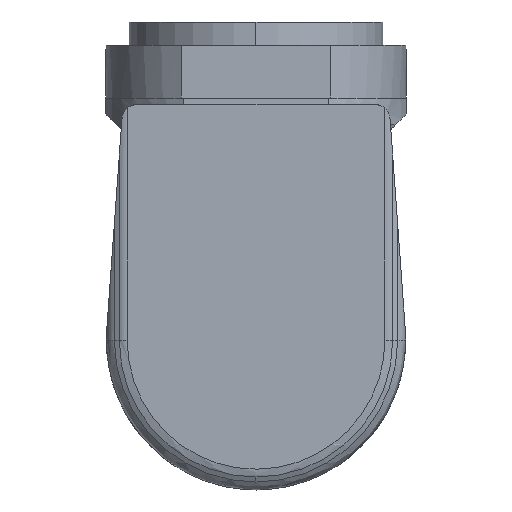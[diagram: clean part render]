
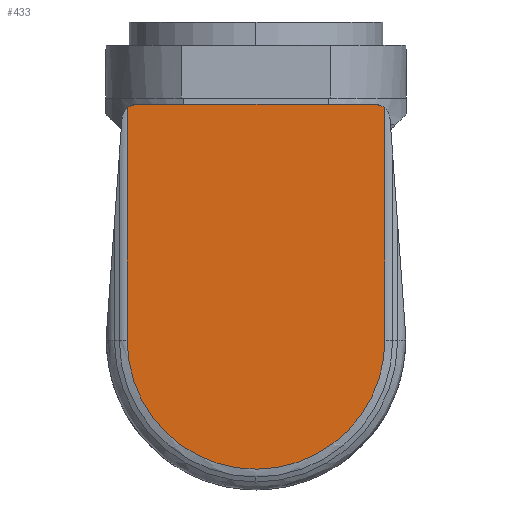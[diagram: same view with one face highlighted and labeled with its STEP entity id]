
A CAD part, left-side view. The second image highlights one B-rep face of the part: STEP entity #433.
In plain terms, the highlighted planar face has unit normal (-1, 0, 0).
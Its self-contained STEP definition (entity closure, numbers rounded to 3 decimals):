
#35 = DIRECTION ( 'NONE',  ( 0., 0., 1. ) ) ;
#37 = EDGE_CURVE ( 'NONE', #1236, #2019, #2914, .T. ) ;
#44 = FACE_OUTER_BOUND ( 'NONE', #3156, .T. ) ;
#53 = CIRCLE ( 'NONE', #1514, 9.999 ) ;
#117 = B_SPLINE_CURVE_WITH_KNOTS ( 'NONE', 3,
 ( #160, #1005, #1317, #1894, #2485, #374, #124, #1534, #3341, #2698, #704, #3042, #2406, #432, #3580, #2116, #1596, #1060, #1964, #1408, #1120, #1100, #2783, #202, #3709, #3677, #3097, #2571, #3746, #774, #254, #1385, #1354, #2518 ),
 .UNSPECIFIED., .F., .F.,
 ( 4, 2, 2, 2, 2, 2, 2, 2, 2, 2, 2, 2, 2, 2, 2, 2, 4 ),
 ( 0., 0.063, 0.125, 0.188, 0.25, 0.313, 0.375, 0.438, 0.5, 0.563, 0.625, 0.688, 0.75, 0.813, 0.875, 0.938, 1. ),
 .UNSPECIFIED. ) ;
#124 = CARTESIAN_POINT ( 'NONE',  ( -145., 70.603, -40.752 ) ) ;
#158 = VERTEX_POINT ( 'NONE', #885 ) ;
#160 = CARTESIAN_POINT ( 'NONE',  ( -145., 81.345, 0. ) ) ;
#202 = CARTESIAN_POINT ( 'NONE',  ( -145., -49.634, -64.669 ) ) ;
#235 = VERTEX_POINT ( 'NONE', #1467 ) ;
#239 = CIRCLE ( 'NONE', #2054, 10. ) ;
#254 = CARTESIAN_POINT ( 'NONE',  ( -145., -78.74, -21.108 ) ) ;
#300 = CARTESIAN_POINT ( 'NONE',  ( -145., 74.695, 149. ) ) ;
#343 = ORIENTED_EDGE ( 'NONE', *, *, #1499, .T. ) ;
#357 = CIRCLE ( 'NONE', #2491, 10. ) ;
#374 = CARTESIAN_POINT ( 'NONE',  ( -145., 73.109, -36.064 ) ) ;
#390 = ORIENTED_EDGE ( 'NONE', *, *, #566, .T. ) ;
#392 = EDGE_CURVE ( 'NONE', #2019, #2109, #2951, .T. ) ;
#432 = CARTESIAN_POINT ( 'NONE',  ( -145., 26.195, -77.197 ) ) ;
#433 = ADVANCED_FACE ( 'NONE', ( #44 ), #1264, .T. ) ;
#447 = DIRECTION ( 'NONE',  ( -1., 0., 0. ) ) ;
#494 = DIRECTION ( 'NONE',  ( -1., 0., 0. ) ) ;
#511 = VERTEX_POINT ( 'NONE', #1893 ) ;
#566 = EDGE_CURVE ( 'NONE', #511, #2500, #239, .T. ) ;
#633 = CARTESIAN_POINT ( 'NONE',  ( -145., 81.345, 33.828 ) ) ;
#653 = DIRECTION ( 'NONE',  ( 0., 0., 1. ) ) ;
#674 = CARTESIAN_POINT ( 'NONE',  ( -145., 74.347, 148.994 ) ) ;
#690 = ORIENTED_EDGE ( 'NONE', *, *, #2634, .T. ) ;
#693 = CARTESIAN_POINT ( 'NONE',  ( -145., 74., 139. ) ) ;
#704 = CARTESIAN_POINT ( 'NONE',  ( -145., 49.634, -64.669 ) ) ;
#774 = CARTESIAN_POINT ( 'NONE',  ( -145., -77.197, -26.195 ) ) ;
#798 = VERTEX_POINT ( 'NONE', #1648 ) ;
#804 = DIRECTION ( 'NONE',  ( 0., 0., 1. ) ) ;
#807 = DIRECTION ( 'NONE',  ( -1., 0., 0. ) ) ;
#824 = DIRECTION ( 'NONE',  ( 0., -1., 0. ) ) ;
#826 = AXIS2_PLACEMENT_3D ( 'NONE', #2310, #1158, #35 ) ;
#885 = CARTESIAN_POINT ( 'NONE',  ( -145., -81.345, 146.469 ) ) ;
#977 = DIRECTION ( 'NONE',  ( 0., 0., -1. ) ) ;
#986 = EDGE_CURVE ( 'NONE', #1189, #1329, #357, .T. ) ;
#1005 = CARTESIAN_POINT ( 'NONE',  ( -145., 81.345, -5.341 ) ) ;
#1036 = DIRECTION ( 'NONE',  ( 0., 0., -1. ) ) ;
#1060 = CARTESIAN_POINT ( 'NONE',  ( -145., -5.341, -81.345 ) ) ;
#1100 = CARTESIAN_POINT ( 'NONE',  ( -145., -36.064, -73.109 ) ) ;
#1115 = ORIENTED_EDGE ( 'NONE', *, *, #37, .T. ) ;
#1120 = CARTESIAN_POINT ( 'NONE',  ( -145., -26.195, -77.197 ) ) ;
#1158 = DIRECTION ( 'NONE',  ( -1., 0., 0. ) ) ;
#1173 = CARTESIAN_POINT ( 'NONE',  ( -145., 0., 149. ) ) ;
#1186 = CARTESIAN_POINT ( 'NONE',  ( -145., 81.345, 146.468 ) ) ;
#1189 = VERTEX_POINT ( 'NONE', #1751 ) ;
#1236 = VERTEX_POINT ( 'NONE', #300 ) ;
#1264 = PLANE ( 'NONE',  #3223 ) ;
#1280 = ORIENTED_EDGE ( 'NONE', *, *, #986, .T. ) ;
#1317 = CARTESIAN_POINT ( 'NONE',  ( -145., 80.824, -10.631 ) ) ;
#1323 = AXIS2_PLACEMENT_3D ( 'NONE', #1955, #494, #3725 ) ;
#1329 = VERTEX_POINT ( 'NONE', #674 ) ;
#1354 = CARTESIAN_POINT ( 'NONE',  ( -145., -81.345, -5.342 ) ) ;
#1385 = CARTESIAN_POINT ( 'NONE',  ( -145., -80.824, -10.631 ) ) ;
#1408 = CARTESIAN_POINT ( 'NONE',  ( -145., -21.108, -78.74 ) ) ;
#1456 = AXIS2_PLACEMENT_3D ( 'NONE', #1911, #2283, #804 ) ;
#1467 = CARTESIAN_POINT ( 'NONE',  ( -145., -81.345, 0. ) ) ;
#1499 = EDGE_CURVE ( 'NONE', #158, #798, #53, .T. ) ;
#1514 = AXIS2_PLACEMENT_3D ( 'NONE', #1969, #807, #3399 ) ;
#1520 = VECTOR ( 'NONE', #824, 1000. ) ;
#1527 = ORIENTED_EDGE ( 'NONE', *, *, #392, .T. ) ;
#1534 = CARTESIAN_POINT ( 'NONE',  ( -145., 64.669, -49.634 ) ) ;
#1596 = CARTESIAN_POINT ( 'NONE',  ( -145., 5.341, -81.345 ) ) ;
#1648 = CARTESIAN_POINT ( 'NONE',  ( -145., -74.696, 149. ) ) ;
#1709 = CIRCLE ( 'NONE', #1456, 9.999 ) ;
#1751 = CARTESIAN_POINT ( 'NONE',  ( -145., 74., 149. ) ) ;
#1758 = LINE ( 'NONE', #1173, #1520 ) ;
#1835 = EDGE_CURVE ( 'NONE', #2109, #235, #117, .T. ) ;
#1854 = ORIENTED_EDGE ( 'NONE', *, *, #1835, .T. ) ;
#1866 = VECTOR ( 'NONE', #2008, 1000. ) ;
#1893 = CARTESIAN_POINT ( 'NONE',  ( -145., -74.348, 148.994 ) ) ;
#1894 = CARTESIAN_POINT ( 'NONE',  ( -145., 78.74, -21.108 ) ) ;
#1911 = CARTESIAN_POINT ( 'NONE',  ( -145., -74.696, 139.001 ) ) ;
#1920 = EDGE_CURVE ( 'NONE', #798, #511, #1709, .T. ) ;
#1955 = CARTESIAN_POINT ( 'NONE',  ( -145., 74.695, 139. ) ) ;
#1964 = CARTESIAN_POINT ( 'NONE',  ( -145., -10.631, -80.824 ) ) ;
#1969 = CARTESIAN_POINT ( 'NONE',  ( -145., -74.696, 139.001 ) ) ;
#2008 = DIRECTION ( 'NONE',  ( 0., 0., 1. ) ) ;
#2019 = VERTEX_POINT ( 'NONE', #1186 ) ;
#2027 = EDGE_CURVE ( 'NONE', #1189, #2500, #1758, .T. ) ;
#2054 = AXIS2_PLACEMENT_3D ( 'NONE', #2405, #447, #2696 ) ;
#2109 = VERTEX_POINT ( 'NONE', #2458 ) ;
#2116 = CARTESIAN_POINT ( 'NONE',  ( -145., 10.631, -80.824 ) ) ;
#2186 = LINE ( 'NONE', #3668, #1866 ) ;
#2283 = DIRECTION ( 'NONE',  ( -1., 0., 0. ) ) ;
#2310 = CARTESIAN_POINT ( 'NONE',  ( -145., 74.695, 139. ) ) ;
#2405 = CARTESIAN_POINT ( 'NONE',  ( -145., -74., 139. ) ) ;
#2406 = CARTESIAN_POINT ( 'NONE',  ( -145., 36.064, -73.109 ) ) ;
#2416 = CARTESIAN_POINT ( 'NONE',  ( -145., -74., 149. ) ) ;
#2458 = CARTESIAN_POINT ( 'NONE',  ( -145., 81.345, 0. ) ) ;
#2485 = CARTESIAN_POINT ( 'NONE',  ( -145., 77.197, -26.195 ) ) ;
#2491 = AXIS2_PLACEMENT_3D ( 'NONE', #693, #3070, #1036 ) ;
#2500 = VERTEX_POINT ( 'NONE', #2416 ) ;
#2518 = CARTESIAN_POINT ( 'NONE',  ( -145., -81.345, 0. ) ) ;
#2542 = CIRCLE ( 'NONE', #826, 10. ) ;
#2571 = CARTESIAN_POINT ( 'NONE',  ( -145., -70.603, -40.752 ) ) ;
#2634 = EDGE_CURVE ( 'NONE', #235, #158, #2186, .T. ) ;
#2696 = DIRECTION ( 'NONE',  ( 0., -1., 0. ) ) ;
#2698 = CARTESIAN_POINT ( 'NONE',  ( -145., 53.743, -61.296 ) ) ;
#2767 = ORIENTED_EDGE ( 'NONE', *, *, #3069, .T. ) ;
#2783 = CARTESIAN_POINT ( 'NONE',  ( -145., -40.752, -70.603 ) ) ;
#2914 = CIRCLE ( 'NONE', #1323, 10. ) ;
#2951 = LINE ( 'NONE', #633, #3353 ) ;
#3042 = CARTESIAN_POINT ( 'NONE',  ( -145., 40.752, -70.603 ) ) ;
#3069 = EDGE_CURVE ( 'NONE', #1329, #1236, #2542, .T. ) ;
#3070 = DIRECTION ( 'NONE',  ( -1., 0., 0. ) ) ;
#3095 = ORIENTED_EDGE ( 'NONE', *, *, #2027, .F. ) ;
#3097 = CARTESIAN_POINT ( 'NONE',  ( -145., -64.669, -49.634 ) ) ;
#3156 = EDGE_LOOP ( 'NONE', ( #1280, #2767, #1115, #1527, #1854, #690, #343, #3256, #390, #3095 ) ) ;
#3223 = AXIS2_PLACEMENT_3D ( 'NONE', #3282, #3612, #653 ) ;
#3256 = ORIENTED_EDGE ( 'NONE', *, *, #1920, .T. ) ;
#3282 = CARTESIAN_POINT ( 'NONE',  ( -145., -84.599, -85.952 ) ) ;
#3341 = CARTESIAN_POINT ( 'NONE',  ( -145., 61.296, -53.743 ) ) ;
#3353 = VECTOR ( 'NONE', #977, 1000. ) ;
#3399 = DIRECTION ( 'NONE',  ( 0., 0., 1. ) ) ;
#3580 = CARTESIAN_POINT ( 'NONE',  ( -145., 21.108, -78.74 ) ) ;
#3612 = DIRECTION ( 'NONE',  ( -1., 0., 0. ) ) ;
#3668 = CARTESIAN_POINT ( 'NONE',  ( -145., -81.345, 33.828 ) ) ;
#3677 = CARTESIAN_POINT ( 'NONE',  ( -145., -61.296, -53.743 ) ) ;
#3709 = CARTESIAN_POINT ( 'NONE',  ( -145., -53.743, -61.296 ) ) ;
#3725 = DIRECTION ( 'NONE',  ( 0., 0., 1. ) ) ;
#3746 = CARTESIAN_POINT ( 'NONE',  ( -145., -73.109, -36.064 ) ) ;
